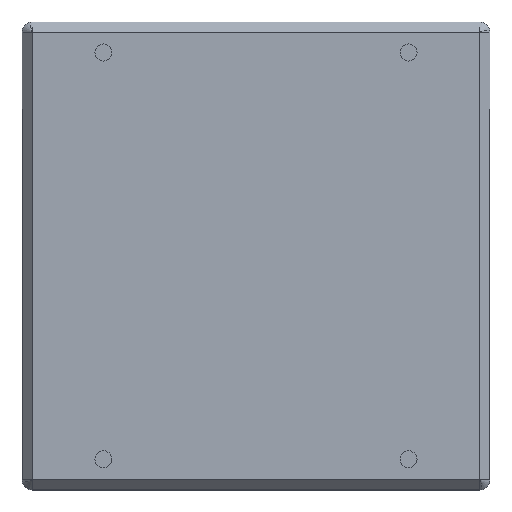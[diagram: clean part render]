
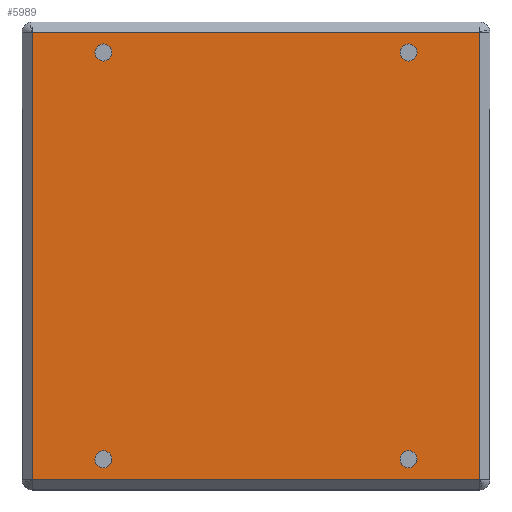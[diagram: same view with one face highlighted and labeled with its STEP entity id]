
A CAD part, top view. The second image highlights one B-rep face of the part: STEP entity #5989.
In plain terms, the highlighted planar face has unit normal (0, 0, 1).
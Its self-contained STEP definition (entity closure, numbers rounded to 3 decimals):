
#4562=CARTESIAN_POINT('Vertex',(71.325,97.992,22.)) ;
#4567=CARTESIAN_POINT('Axis2P3D Location',(75.,100.,22.)) ;
#4571=CARTESIAN_POINT('Vertex',(78.675,102.008,22.)) ;
#4593=CARTESIAN_POINT('Axis2P3D Location',(75.,100.,22.)) ;
#4621=CARTESIAN_POINT('Vertex',(110.,-110.,22.)) ;
#5653=CARTESIAN_POINT('Vertex',(110.,110.,22.)) ;
#5698=CARTESIAN_POINT('Vertex',(-110.,110.,22.)) ;
#5767=CARTESIAN_POINT('Vertex',(-110.,-110.,22.)) ;
#5814=CARTESIAN_POINT('Line Origine',(110.,0.,22.)) ;
#5831=CARTESIAN_POINT('Line Origine',(0.,110.,22.)) ;
#5848=CARTESIAN_POINT('Line Origine',(-110.,0.,22.)) ;
#5865=CARTESIAN_POINT('Line Origine',(0.,-110.,22.)) ;
#5920=CARTESIAN_POINT('Axis2P3D Location',(0.,0.,22.)) ;
#5935=CARTESIAN_POINT('Axis2P3D Location',(-75.,100.,22.)) ;
#5939=CARTESIAN_POINT('Vertex',(-71.325,102.008,22.)) ;
#5941=CARTESIAN_POINT('Vertex',(-78.675,97.992,22.)) ;
#5944=CARTESIAN_POINT('Axis2P3D Location',(-75.,100.,22.)) ;
#5953=CARTESIAN_POINT('Axis2P3D Location',(-75.,-100.,22.)) ;
#5957=CARTESIAN_POINT('Vertex',(-71.325,-97.992,22.)) ;
#5959=CARTESIAN_POINT('Vertex',(-78.675,-102.008,22.)) ;
#5962=CARTESIAN_POINT('Axis2P3D Location',(-75.,-100.,22.)) ;
#5971=CARTESIAN_POINT('Axis2P3D Location',(75.,-100.,22.)) ;
#5975=CARTESIAN_POINT('Vertex',(78.675,-97.992,22.)) ;
#5977=CARTESIAN_POINT('Vertex',(71.325,-102.008,22.)) ;
#5980=CARTESIAN_POINT('Axis2P3D Location',(75.,-100.,22.)) ;
#4568=DIRECTION('Axis2P3D Direction',(0.,-0.,1.)) ;
#4594=DIRECTION('Axis2P3D Direction',(0.,-0.,1.)) ;
#5815=DIRECTION('Vector Direction',(0.,1.,0.)) ;
#5832=DIRECTION('Vector Direction',(-1.,0.,0.)) ;
#5849=DIRECTION('Vector Direction',(0.,1.,0.)) ;
#5866=DIRECTION('Vector Direction',(-1.,0.,0.)) ;
#5921=DIRECTION('Axis2P3D Direction',(0.,0.,-1.)) ;
#5922=DIRECTION('Axis2P3D XDirection',(-1.,0.,0.)) ;
#5936=DIRECTION('Axis2P3D Direction',(0.,0.,-1.)) ;
#5945=DIRECTION('Axis2P3D Direction',(0.,0.,-1.)) ;
#5954=DIRECTION('Axis2P3D Direction',(0.,0.,-1.)) ;
#5963=DIRECTION('Axis2P3D Direction',(0.,0.,-1.)) ;
#5972=DIRECTION('Axis2P3D Direction',(0.,0.,-1.)) ;
#5981=DIRECTION('Axis2P3D Direction',(0.,0.,-1.)) ;
#4569=AXIS2_PLACEMENT_3D('Circle Axis2P3D',#4567,#4568,$) ;
#4595=AXIS2_PLACEMENT_3D('Circle Axis2P3D',#4593,#4594,$) ;
#5923=AXIS2_PLACEMENT_3D('Plane Axis2P3D',#5920,#5921,#5922) ;
#5937=AXIS2_PLACEMENT_3D('Circle Axis2P3D',#5935,#5936,$) ;
#5946=AXIS2_PLACEMENT_3D('Circle Axis2P3D',#5944,#5945,$) ;
#5955=AXIS2_PLACEMENT_3D('Circle Axis2P3D',#5953,#5954,$) ;
#5964=AXIS2_PLACEMENT_3D('Circle Axis2P3D',#5962,#5963,$) ;
#5973=AXIS2_PLACEMENT_3D('Circle Axis2P3D',#5971,#5972,$) ;
#5982=AXIS2_PLACEMENT_3D('Circle Axis2P3D',#5980,#5981,$) ;
#5926=ORIENTED_EDGE('',*,*,#5818,.F.) ;
#5927=ORIENTED_EDGE('',*,*,#5835,.F.) ;
#5928=ORIENTED_EDGE('',*,*,#5852,.F.) ;
#5929=ORIENTED_EDGE('',*,*,#5869,.F.) ;
#5932=ORIENTED_EDGE('',*,*,#4573,.T.) ;
#5933=ORIENTED_EDGE('',*,*,#4597,.T.) ;
#5950=ORIENTED_EDGE('',*,*,#5943,.T.) ;
#5951=ORIENTED_EDGE('',*,*,#5948,.T.) ;
#5968=ORIENTED_EDGE('',*,*,#5961,.T.) ;
#5969=ORIENTED_EDGE('',*,*,#5966,.T.) ;
#5986=ORIENTED_EDGE('',*,*,#5979,.T.) ;
#5987=ORIENTED_EDGE('',*,*,#5984,.T.) ;
#5934=FACE_BOUND('',#5931,.T.) ;
#5952=FACE_BOUND('',#5949,.T.) ;
#5970=FACE_BOUND('',#5967,.T.) ;
#5988=FACE_BOUND('',#5985,.T.) ;
#5816=VECTOR('Line Direction',#5815,1.) ;
#5833=VECTOR('Line Direction',#5832,1.) ;
#5850=VECTOR('Line Direction',#5849,1.) ;
#5867=VECTOR('Line Direction',#5866,1.) ;
#5989=ADVANCED_FACE('Unterteil',(#5930,#5934,#5952,#5970,#5988),#5924,.F.) ;
#4570=CIRCLE('generated circle',#4569,4.188) ;
#4596=CIRCLE('generated circle',#4595,4.188) ;
#5938=CIRCLE('generated circle',#5937,4.188) ;
#5947=CIRCLE('generated circle',#5946,4.188) ;
#5956=CIRCLE('generated circle',#5955,4.188) ;
#5965=CIRCLE('generated circle',#5964,4.188) ;
#5974=CIRCLE('generated circle',#5973,4.188) ;
#5983=CIRCLE('generated circle',#5982,4.188) ;
#4573=EDGE_CURVE('',#4572,#4563,#4570,.F.) ;
#4597=EDGE_CURVE('',#4563,#4572,#4596,.F.) ;
#5818=EDGE_CURVE('',#5654,#4622,#5817,.F.) ;
#5835=EDGE_CURVE('',#5699,#5654,#5834,.F.) ;
#5852=EDGE_CURVE('',#5768,#5699,#5851,.T.) ;
#5869=EDGE_CURVE('',#4622,#5768,#5868,.T.) ;
#5943=EDGE_CURVE('',#5940,#5942,#5938,.T.) ;
#5948=EDGE_CURVE('',#5942,#5940,#5947,.T.) ;
#5961=EDGE_CURVE('',#5958,#5960,#5956,.T.) ;
#5966=EDGE_CURVE('',#5960,#5958,#5965,.T.) ;
#5979=EDGE_CURVE('',#5976,#5978,#5974,.T.) ;
#5984=EDGE_CURVE('',#5978,#5976,#5983,.T.) ;
#5925=EDGE_LOOP('',(#5926,#5927,#5928,#5929)) ;
#5931=EDGE_LOOP('',(#5932,#5933)) ;
#5949=EDGE_LOOP('',(#5950,#5951)) ;
#5967=EDGE_LOOP('',(#5968,#5969)) ;
#5985=EDGE_LOOP('',(#5986,#5987)) ;
#5930=FACE_OUTER_BOUND('',#5925,.T.) ;
#5817=LINE('Line',#5814,#5816) ;
#5834=LINE('Line',#5831,#5833) ;
#5851=LINE('Line',#5848,#5850) ;
#5868=LINE('Line',#5865,#5867) ;
#5924=PLANE('',#5923) ;
#4563=VERTEX_POINT('',#4562) ;
#4572=VERTEX_POINT('',#4571) ;
#4622=VERTEX_POINT('',#4621) ;
#5654=VERTEX_POINT('',#5653) ;
#5699=VERTEX_POINT('',#5698) ;
#5768=VERTEX_POINT('',#5767) ;
#5940=VERTEX_POINT('',#5939) ;
#5942=VERTEX_POINT('',#5941) ;
#5958=VERTEX_POINT('',#5957) ;
#5960=VERTEX_POINT('',#5959) ;
#5976=VERTEX_POINT('',#5975) ;
#5978=VERTEX_POINT('',#5977) ;
